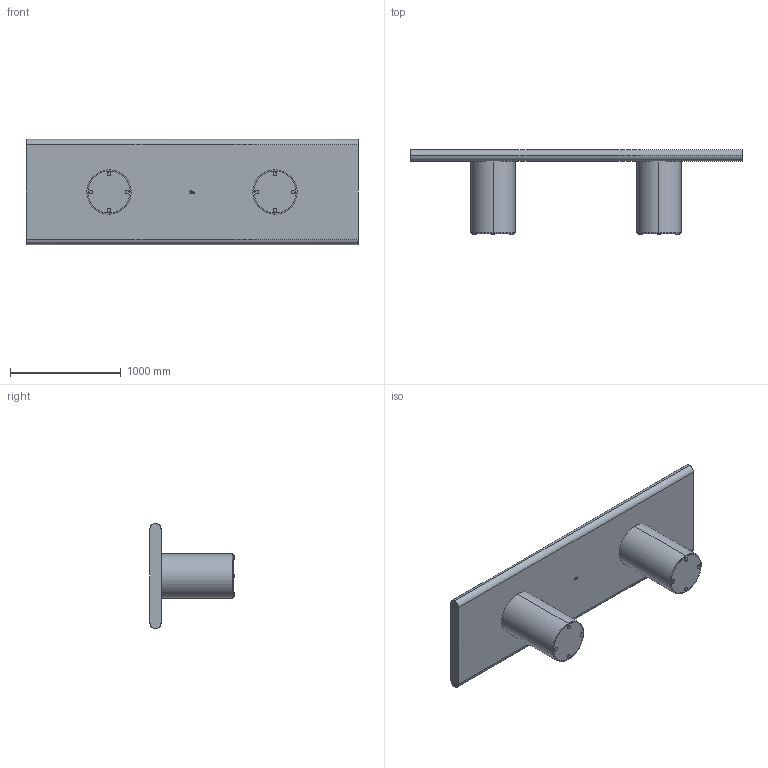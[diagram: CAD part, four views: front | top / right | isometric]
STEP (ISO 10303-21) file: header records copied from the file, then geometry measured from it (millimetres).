
FILE_DESCRIPTION(/* description */ (''),/* implementation_level */ '2;1');
FILE_NAME(/* name */ '3m Table',/* time_stamp */ '2022-07-14T10:06:44+01:00',/* author */ (''),/* organization */ (''),/* preprocessor_version */ 'ST-DEVELOPER v16.5',/* originating_system */ '',/* authorisation */ '');
FILE_SCHEMA (('AUTOMOTIVE_DESIGN'));
Length unit declared in the file: millimetre
Products named in the file (1): Document
Bounding box: 3000 x 760 x 950 mm (x, y, z)
Volume: 443430076.3 mm3; surface area: 8387428.1 mm2
Topology: 5 solids, 5 shells, 138 faces, 321 edges, 214 vertices
Faces by surface type: plane 82, bspline 56
Entity records: 4104 total; most frequent: CARTESIAN_POINT 1854, ORIENTED_EDGE 642, EDGE_CURVE 321, B_SPLINE_CURVE_WITH_KNOTS 265, VERTEX_POINT 214, EDGE_LOOP 159, ADVANCED_FACE 138, FACE_OUTER_BOUND 138
